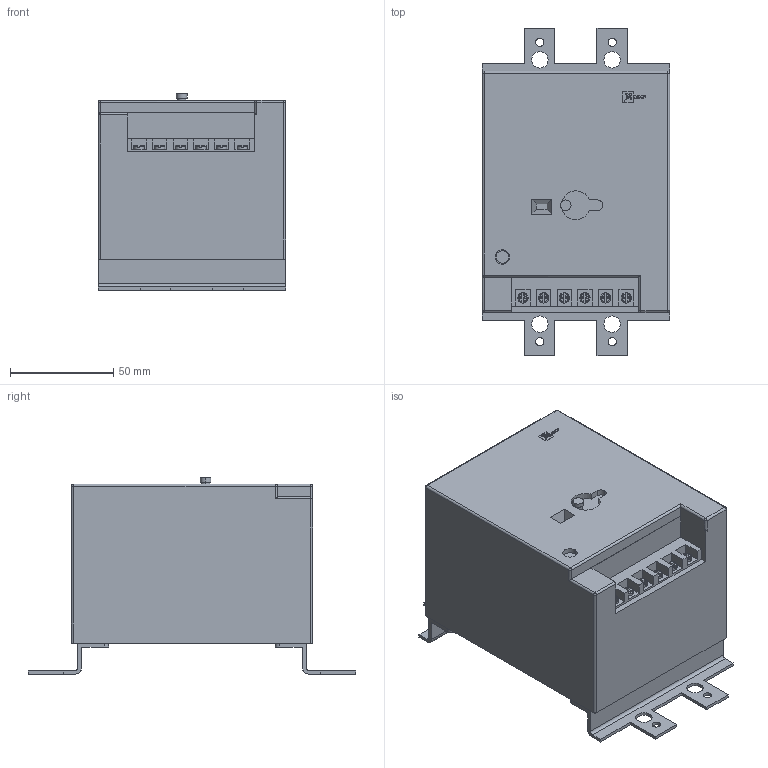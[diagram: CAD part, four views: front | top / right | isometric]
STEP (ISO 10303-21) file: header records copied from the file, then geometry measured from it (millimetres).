
FILE_DESCRIPTION (( 'STEP AP203' ), '1' );
FILE_NAME ('Ìîòîðíûé ïðèâîä ê ÂÀ-99Ì 250 EKF Basic.STEP', '2018-06-14T13:03:19', ( '' ), ( '' ), 'SwSTEP 2.0', 'SolidWorks 2017', '' );
FILE_SCHEMA (( 'CONFIG_CONTROL_DESIGN' ));
Length unit declared in the file: millimetre
Products named in the file (1): Ìîòîðíûé ïðèâîä ê ÂÀ-99Ì 250 EKF Basic
Bounding box: 90.8 x 158.8 x 95 mm (x, y, z)
Volume: 804615.1 mm3; surface area: 65290.7 mm2
Topology: 2 solids, 2 shells, 341 faces, 920 edges, 599 vertices
Faces by surface type: plane 225, cylinder 74, torus 18, bspline 18, sphere 6
Entity records: 11289 total; most frequent: CARTESIAN_POINT 2722, ORIENTED_EDGE 1828, DIRECTION 1665, EDGE_CURVE 914, VECTOR 637, LINE 637, VERTEX_POINT 599, AXIS2_PLACEMENT_3D 514
